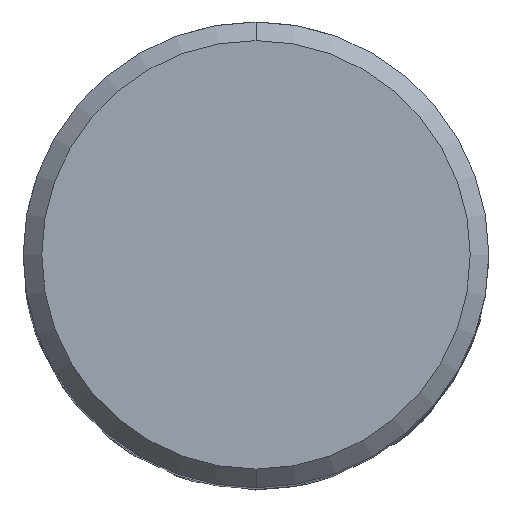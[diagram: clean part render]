
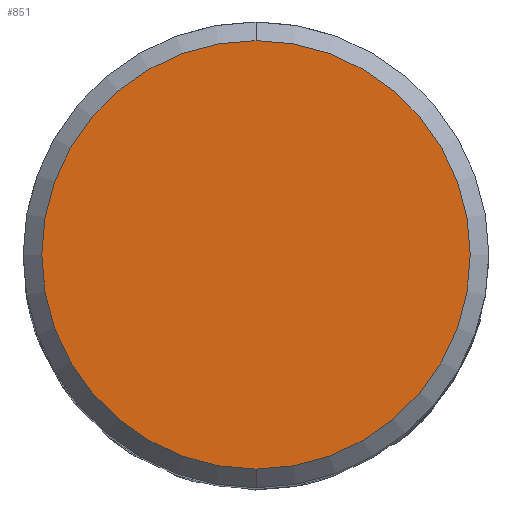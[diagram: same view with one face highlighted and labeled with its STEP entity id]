
A CAD part, top view. The second image highlights one B-rep face of the part: STEP entity #851.
In plain terms, the highlighted planar face has unit normal (0, 0, 1).
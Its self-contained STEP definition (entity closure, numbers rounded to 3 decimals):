
#603=EDGE_CURVE('',#1511,#1351,#1661,.T.);
#851=ADVANCED_FACE('',(#1928),#1929,.T.);
#1193=EDGE_CURVE('',#1351,#1511,#2304,.T.);
#1351=VERTEX_POINT('',#2477);
#1511=VERTEX_POINT('',#2653);
#1661=CIRCLE('',#3244,11.5);
#1928=FACE_OUTER_BOUND('',#5288,.T.);
#1929=PLANE('',#5289);
#2304=CIRCLE('',#6898,11.5);
#2477=CARTESIAN_POINT('',(0.0,11.5,0.0));
#2653=CARTESIAN_POINT('',(0.,-11.5,0.0));
#3244=AXIS2_PLACEMENT_3D('',#9983,#9984,#9985);
#5288=EDGE_LOOP('',(#10218,#10219));
#5289=AXIS2_PLACEMENT_3D('',#10220,#10221,#10222);
#6898=AXIS2_PLACEMENT_3D('',#10674,#10675,#10676);
#9983=CARTESIAN_POINT('',(0.0,0.0,0.0));
#9984=DIRECTION('',(0.0,0.0,-1.0));
#9985=DIRECTION('',(0.0,1.0,0.0));
#10218=ORIENTED_EDGE('',*,*,#1193,.F.);
#10219=ORIENTED_EDGE('',*,*,#603,.F.);
#10220=CARTESIAN_POINT('',(0.0,5.75,0.0));
#10221=DIRECTION('',(-0.0,0.0,1.0));
#10222=DIRECTION('',(0.0,-1.0,0.0));
#10674=CARTESIAN_POINT('',(0.0,0.0,0.0));
#10675=DIRECTION('',(0.0,0.0,-1.0));
#10676=DIRECTION('',(0.0,1.0,0.0));
